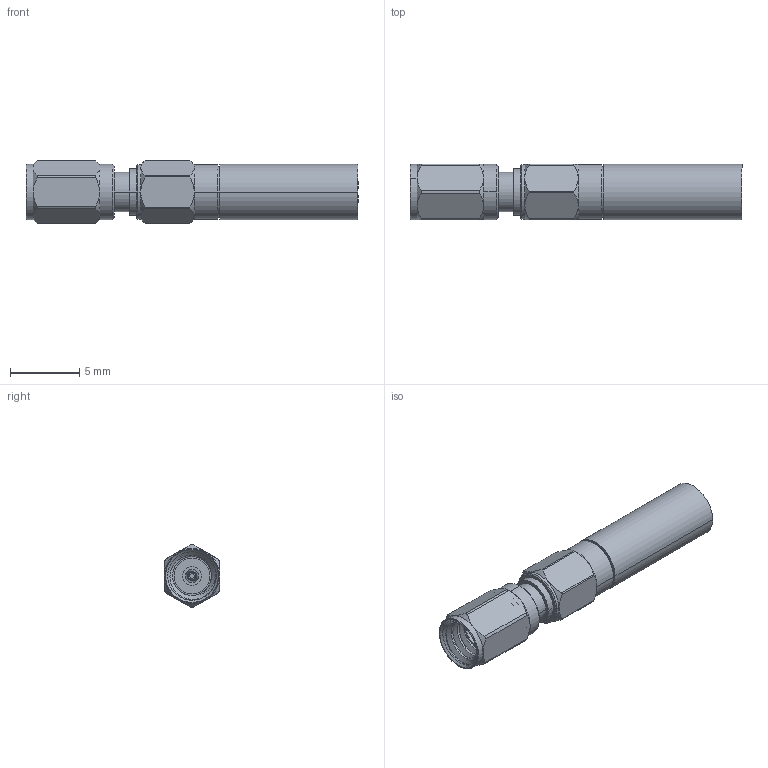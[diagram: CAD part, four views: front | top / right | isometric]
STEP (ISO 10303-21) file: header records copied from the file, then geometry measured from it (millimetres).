
FILE_DESCRIPTION (( 'STEP AP203' ), '1' );
FILE_NAME ('PE45209.step', '2018-12-19T00:03:54', ( '' ), ( '' ), 'SwSTEP 2.0', 'SolidWorks 2017', '' );
FILE_SCHEMA (( 'CONFIG_CONTROL_DESIGN' ));
Length unit declared in the file: inch
Products named in the file (1): PE45209
Bounding box: 24 x 4 x 4.55 mm (x, y, z)
Volume: 202.2 mm3; surface area: 677.1 mm2
Topology: 2 solids, 2 shells, 157 faces, 393 edges, 249 vertices
Faces by surface type: cylinder 68, plane 39, cone 38, bspline 10, torus 2
Entity records: 8261 total; most frequent: CARTESIAN_POINT 4615, ORIENTED_EDGE 786, DIRECTION 707, EDGE_CURVE 393, AXIS2_PLACEMENT_3D 291, VERTEX_POINT 249, EDGE_LOOP 170, ADVANCED_FACE 157
